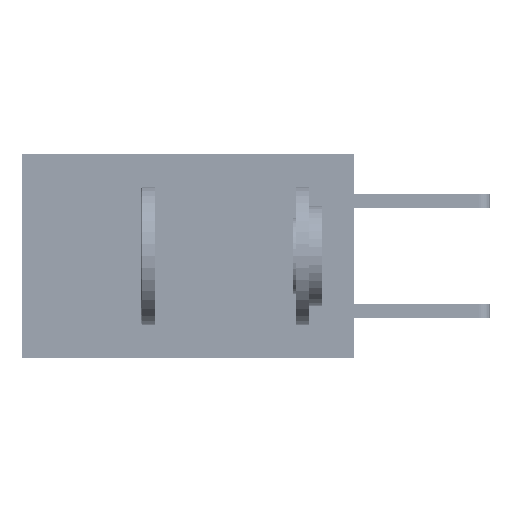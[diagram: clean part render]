
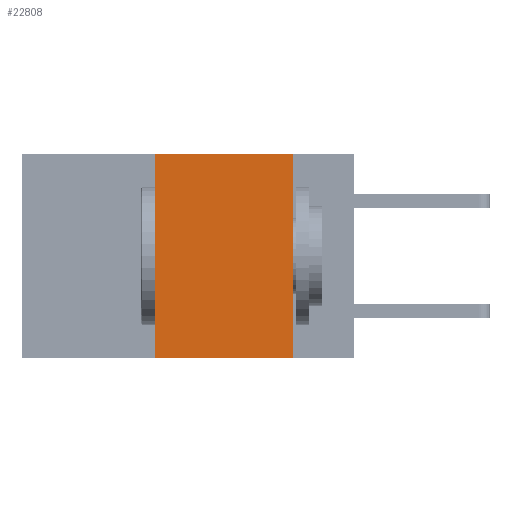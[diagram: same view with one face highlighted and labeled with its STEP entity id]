
A CAD part, left-side view. The second image highlights one B-rep face of the part: STEP entity #22808.
In plain terms, the highlighted planar face has unit normal (-1, 0, 0).
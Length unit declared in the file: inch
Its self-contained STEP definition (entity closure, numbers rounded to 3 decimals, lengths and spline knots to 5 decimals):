
#131 = EDGE_CURVE ( 'NONE', #23913, #32573, #37756, .T. ) ;
#1466 = VERTEX_POINT ( 'NONE', #40379 ) ;
#2359 = CARTESIAN_POINT ( 'NONE',  ( 0., 0.6, -0.37 ) ) ;
#4379 = VECTOR ( 'NONE', #18563, 39.37008 ) ;
#4472 = DIRECTION ( 'NONE',  ( 0., 0., -1. ) ) ;
#5916 = EDGE_CURVE ( 'NONE', #1466, #32573, #8363, .T. ) ;
#7609 = CARTESIAN_POINT ( 'NONE',  ( 0., 0.36, 0. ) ) ;
#8146 = CARTESIAN_POINT ( 'NONE',  ( 0., 0.36, -0.37 ) ) ;
#8360 = CARTESIAN_POINT ( 'NONE',  ( 0., 0.36, 0. ) ) ;
#8363 = LINE ( 'NONE', #22177, #43300 ) ;
#9921 = PLANE ( 'NONE',  #11704 ) ;
#10991 = CARTESIAN_POINT ( 'NONE',  ( 0., 0.6, 0. ) ) ;
#11704 = AXIS2_PLACEMENT_3D ( 'NONE', #45097, #13600, #41660 ) ;
#13600 = DIRECTION ( 'NONE',  ( 1., 0., 0. ) ) ;
#15340 = LINE ( 'NONE', #10991, #4379 ) ;
#15523 = ORIENTED_EDGE ( 'NONE', *, *, #37493, .F. ) ;
#18219 = EDGE_CURVE ( 'NONE', #33495, #1466, #15340, .T. ) ;
#18237 = VECTOR ( 'NONE', #30397, 39.37008 ) ;
#18563 = DIRECTION ( 'NONE',  ( 0., -1., 0. ) ) ;
#19352 = VECTOR ( 'NONE', #21652, 39.37008 ) ;
#21652 = DIRECTION ( 'NONE',  ( 0., 0., 1. ) ) ;
#22177 = CARTESIAN_POINT ( 'NONE',  ( 0., 0.11, 0. ) ) ;
#22808 = ADVANCED_FACE ( 'NONE', ( #31059 ), #9921, .F. ) ;
#23913 = VERTEX_POINT ( 'NONE', #8146 ) ;
#30397 = DIRECTION ( 'NONE',  ( 0., -1., 0. ) ) ;
#31059 = FACE_OUTER_BOUND ( 'NONE', #42107, .T. ) ;
#32387 = ORIENTED_EDGE ( 'NONE', *, *, #5916, .F. ) ;
#32573 = VERTEX_POINT ( 'NONE', #33131 ) ;
#33131 = CARTESIAN_POINT ( 'NONE',  ( 0., 0.11, -0.37 ) ) ;
#33495 = VERTEX_POINT ( 'NONE', #8360 ) ;
#35147 = ORIENTED_EDGE ( 'NONE', *, *, #18219, .F. ) ;
#36946 = ORIENTED_EDGE ( 'NONE', *, *, #131, .T. ) ;
#37493 = EDGE_CURVE ( 'NONE', #23913, #33495, #39119, .T. ) ;
#37756 = LINE ( 'NONE', #2359, #18237 ) ;
#39119 = LINE ( 'NONE', #7609, #19352 ) ;
#40379 = CARTESIAN_POINT ( 'NONE',  ( 0., 0.11, 0. ) ) ;
#41660 = DIRECTION ( 'NONE',  ( 0., 0., -1. ) ) ;
#42107 = EDGE_LOOP ( 'NONE', ( #32387, #35147, #15523, #36946 ) ) ;
#43300 = VECTOR ( 'NONE', #4472, 39.37008 ) ;
#45097 = CARTESIAN_POINT ( 'NONE',  ( 0., 0.6, 0. ) ) ;
